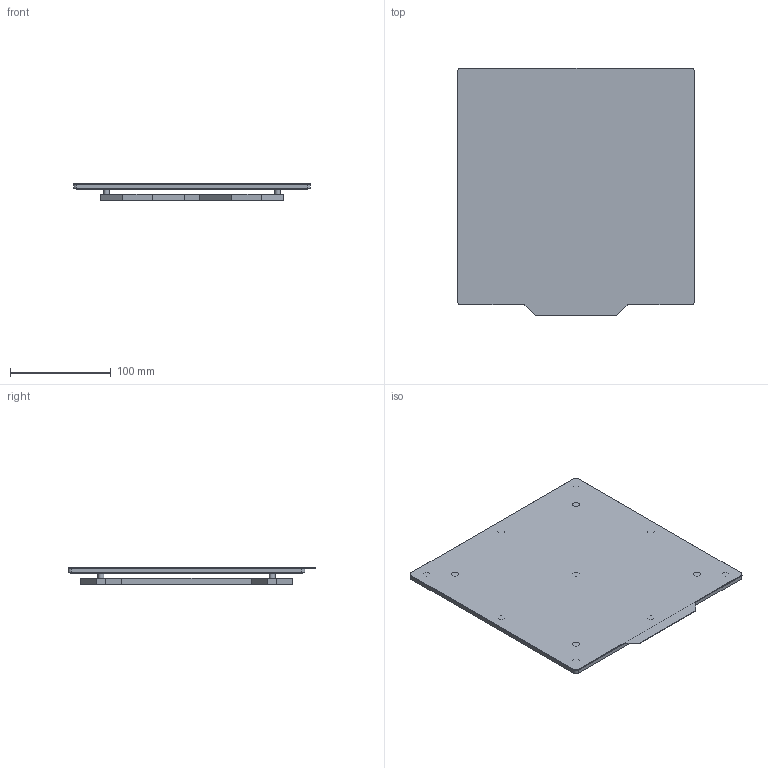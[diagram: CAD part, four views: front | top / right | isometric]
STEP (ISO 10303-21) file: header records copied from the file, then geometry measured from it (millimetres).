
FILE_DESCRIPTION(/* description */ (''),/* implementation_level */ '2;1');
FILE_NAME(/* name */ 'ender_3_bed.step',/* time_stamp */ '2025-04-23T20:39:47-05:00',/* author */ (''),/* organization */ (''),/* preprocessor_version */ 'ST-DEVELOPER v20.1',/* originating_system */ 'Autodesk Translation Framework v14.4.0.0',/* authorisation */ '');
FILE_SCHEMA (('AUTOMOTIVE_DESIGN { 1 0 10303 214 3 1 1 }'));
Length unit declared in the file: millimetre
Products named in the file (4): Ender 3 bed; 350mm bed; Y carriage v3; build plate - stock
Assembly tree (3 placements, depth 3):
  Ender 3 bed
    350mm bed
      Y carriage v3
    build plate - stock
Bounding box: 235 x 246 x 16.62 mm (x, y, z)
Volume: 414403.4 mm3; surface area: 492516.8 mm2
Topology: 9 solids, 9 shells, 171 faces, 455 edges, 302 vertices
Faces by surface type: plane 114, cylinder 44, cone 13
Full cylindrical faces by diameter (mm): 4 x8, 4.05 x4, 5 x4, 6 x4, 7 x4
Entity records: 5501 total; most frequent: CARTESIAN_POINT 926, DIRECTION 903, ORIENTED_EDGE 892, EDGE_CURVE 446, LINE 345, VECTOR 345, VERTEX_POINT 302, AXIS2_PLACEMENT_3D 279
